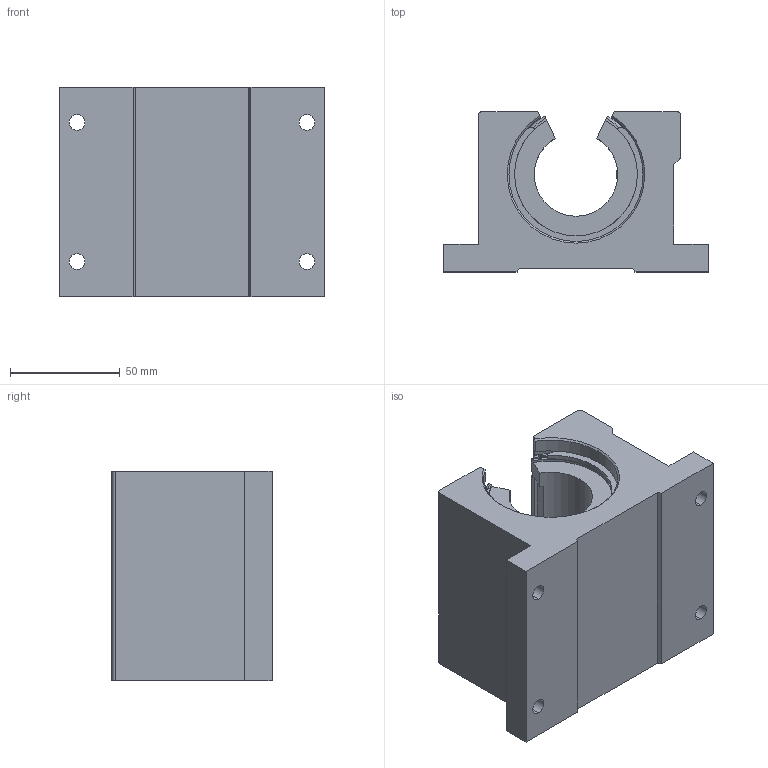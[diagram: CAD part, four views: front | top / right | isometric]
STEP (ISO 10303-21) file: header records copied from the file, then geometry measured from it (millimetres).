
FILE_DESCRIPTION (( 'STEP AP214' ), '1' );
FILE_NAME ('PillowBlock_7559EEED93.step', '2023-02-15T19:47:59', ( '' ), ( '' ), 'SwSTEP 2.0', 'SolidWorks 2019', '' );
FILE_SCHEMA (( 'AUTOMOTIVE_DESIGN' ));
Length unit declared in the file: inch
Products named in the file (3): t47Ab7BBHB_CADModel_0; PillowBlock_7559EEED93
Assembly tree (1 placements, depth 2):
  t47Ab7BBHB_CADModel_0
  PillowBlock_7559EEED93
    t47Ab7BBHB_CADModel_0
Bounding box: 120.65 x 73.03 x 95.25 mm (x, y, z)
Volume: 482133.8 mm3; surface area: 88703.6 mm2
Topology: 5 solids, 5 shells, 157 faces, 420 edges, 273 vertices
Faces by surface type: cylinder 74, plane 52, cone 21, torus 10
Entity records: 7298 total; most frequent: CARTESIAN_POINT 1065, DIRECTION 900, ORIENTED_EDGE 840, EDGE_CURVE 420, AXIS2_PLACEMENT_3D 346, VERTEX_POINT 273, VECTOR 208, LINE 208
